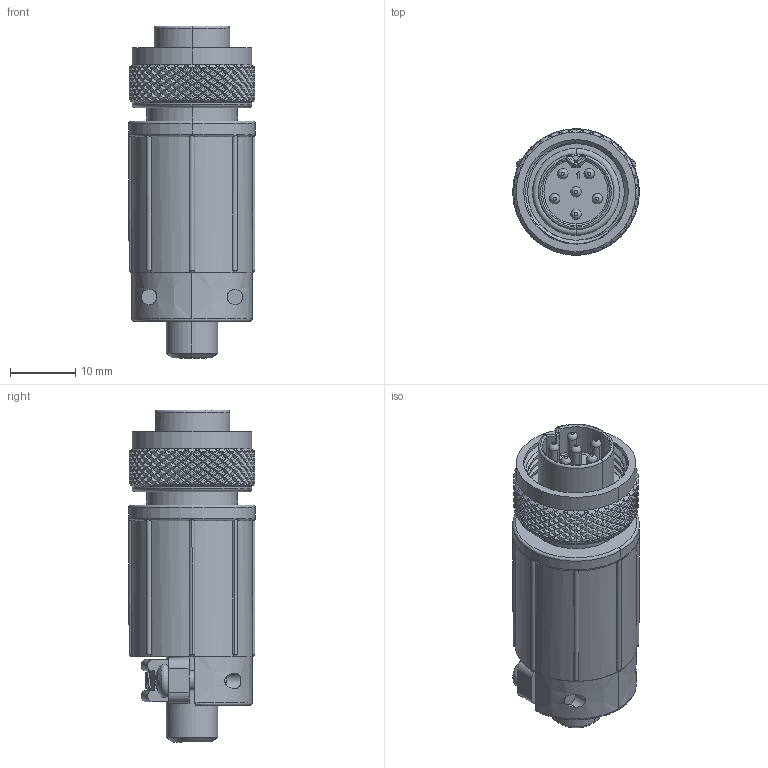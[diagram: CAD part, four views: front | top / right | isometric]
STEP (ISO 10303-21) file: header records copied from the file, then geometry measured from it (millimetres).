
FILE_DESCRIPTION (( 'STEP AP203' ), '1' );
FILE_NAME ('SF6382-6PG-520.STEP', '2016-09-21T21:47:22', ( '' ), ( '' ), 'SwSTEP 2.0', 'SolidWorks 2014', '' );
FILE_SCHEMA (( 'CONFIG_CONTROL_DESIGN' ));
Length unit declared in the file: inch
Products named in the file (1): SF6382-6PG-520
Bounding box: 19.38 x 19.38 x 50.8 mm (x, y, z)
Volume: 10208.6 mm3; surface area: 5478.5 mm2
Topology: 1 solids, 3 shells, 2270 faces, 4845 edges, 2600 vertices
Faces by surface type: bspline 1612, cylinder 468, plane 131, torus 24, sphere 18, cone 17
Entity records: 112726 total; most frequent: CARTESIAN_POINT 80211, ORIENTED_EDGE 9664, EDGE_CURVE 4832, DIRECTION 3048, VERTEX_POINT 2600, EDGE_LOOP 2306, FACE_OUTER_BOUND 2270, ADVANCED_FACE 2270
